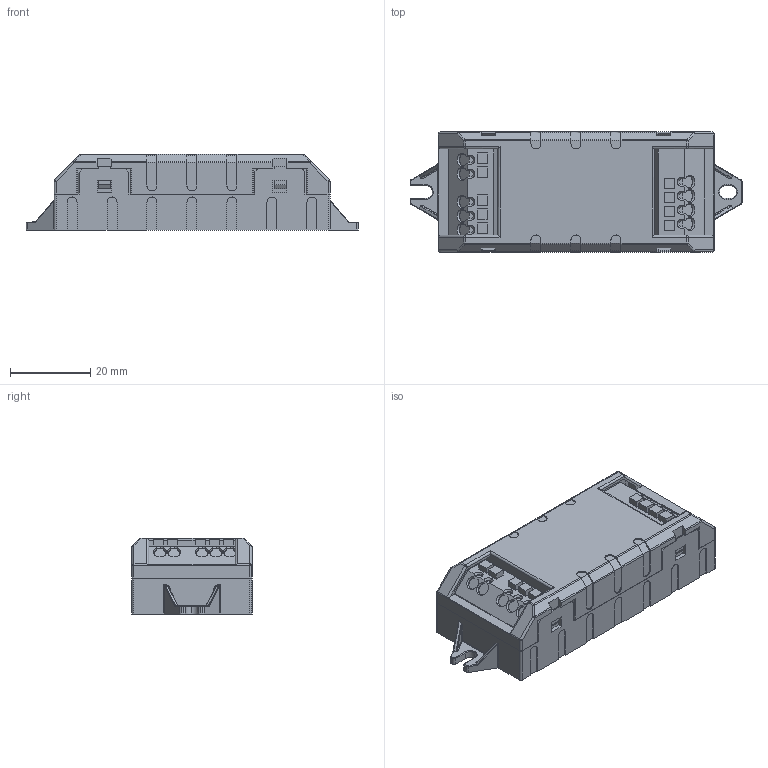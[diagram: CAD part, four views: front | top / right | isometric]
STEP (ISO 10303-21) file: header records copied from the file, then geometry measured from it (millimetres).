
FILE_DESCRIPTION(('CoCreate Modeling STEP Export'),'2;1');
FILE_NAME('DigiLED Gehäuse iMCU_neu.stp','2012-07-06T15:30:50',(''),(''),'CoCreate Modeling STEP processor for AP214 (Solid Model)','CoCreate Modeling 17.0 01-Apr-2010 (C) Parametric Technology GmbH','');
FILE_SCHEMA(('AUTOMOTIVE_DESIGN { 1 0 10303 214 1 1 1 1 }'));
Length unit declared in the file: millimetre
Products named in the file (10): Gehaeuseboden; Gehaeusedeckel; Leiterplatte; u015E7970004; u015E7970004.1; 02500106.stp; 02500102.stp; Leiterplatte_kompl; DigiLED_Push; DigiLED_Gehäuse_iMCU.stp
Assembly tree (9 placements, depth 5):
  DigiLED_Gehäuse_iMCU.stp
    DigiLED_Push
      Leiterplatte_kompl
        02500102.stp
        02500106.stp
          u015E7970004.1
          u015E7970004
        Leiterplatte
      Gehaeusedeckel
      Gehaeuseboden
Bounding box: 83 x 30 x 19 mm (x, y, z)
Volume: 16508.2 mm3; surface area: 23132.3 mm2
Topology: 5 solids, 5 shells, 2263 faces, 6391 edges, 4199 vertices
Faces by surface type: plane 1946, cylinder 233, cone 36, bspline 26, sphere 16, torus 6
Entity records: 74069 total; most frequent: CARTESIAN_POINT 16288, ORIENTED_EDGE 12740, DIRECTION 10726, EDGE_CURVE 6370, VECTOR 5700, LINE 5700, VERTEX_POINT 4199, AXIS2_PLACEMENT_3D 2513
